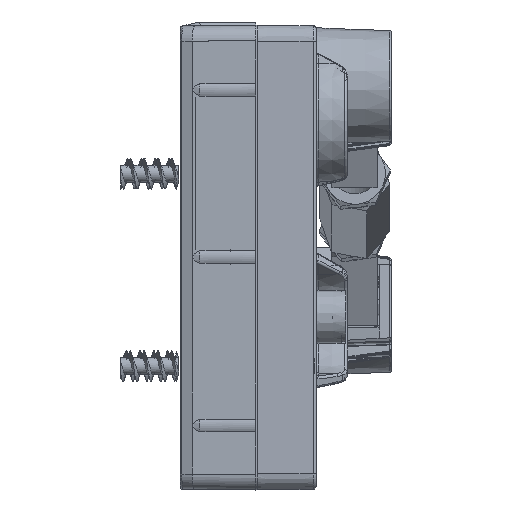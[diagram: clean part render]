
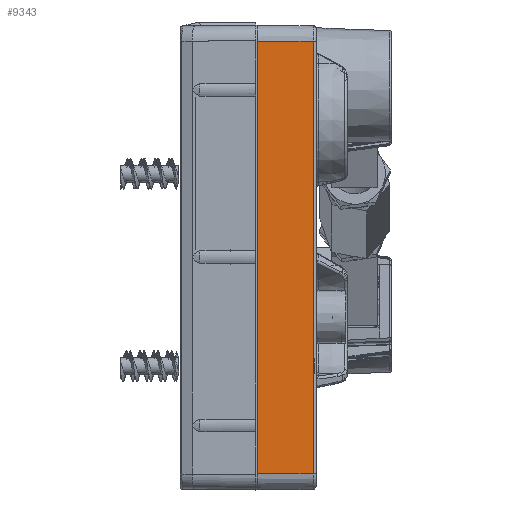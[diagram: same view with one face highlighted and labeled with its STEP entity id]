
A CAD part, front view. The second image highlights one B-rep face of the part: STEP entity #9343.
In plain terms, the highlighted planar face has unit normal (0.009, -1, 0).
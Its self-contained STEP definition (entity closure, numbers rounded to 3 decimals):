
#2658=PLANE('',#34255);
#4515=LINE('',#67871,#6571);
#4520=LINE('',#67906,#6576);
#4521=LINE('',#67908,#6577);
#4522=LINE('',#67910,#6578);
#6571=VECTOR('',#41579,1.);
#6576=VECTOR('',#41624,1.);
#6577=VECTOR('',#41625,1.);
#6578=VECTOR('',#41626,1.);
#9343=ADVANCED_FACE('',(#10733),#2658,.F.);
#10733=FACE_OUTER_BOUND('',#12345,.T.);
#12345=EDGE_LOOP('',(#19512,#19513,#19514,#19515));
#19512=ORIENTED_EDGE('',*,*,#29157,.T.);
#19513=ORIENTED_EDGE('',*,*,#29139,.T.);
#19514=ORIENTED_EDGE('',*,*,#29158,.T.);
#19515=ORIENTED_EDGE('',*,*,#29159,.F.);
#24206=VERTEX_POINT('',#67865);
#24209=VERTEX_POINT('',#67870);
#24220=VERTEX_POINT('',#67907);
#24221=VERTEX_POINT('',#67909);
#29139=EDGE_CURVE('',#24206,#24209,#4515,.T.);
#29157=EDGE_CURVE('',#24220,#24206,#4520,.T.);
#29158=EDGE_CURVE('',#24209,#24221,#4521,.T.);
#29159=EDGE_CURVE('',#24220,#24221,#4522,.T.);
#34255=AXIS2_PLACEMENT_3D('',#67911,#41627,#41628);
#41579=DIRECTION('',(0.,0.,1.));
#41624=DIRECTION('',(1.,0.009,0.));
#41625=DIRECTION('',(-1.,-0.009,0.));
#41626=DIRECTION('',(0.,0.,1.));
#41627=DIRECTION('',(-0.009,1.,0.));
#41628=DIRECTION('',(-1.,-0.009,0.));
#67865=CARTESIAN_POINT('',(17.253,182.18,-0.188));
#67870=CARTESIAN_POINT('',(17.253,182.18,55.998));
#67871=CARTESIAN_POINT('',(17.253,182.18,27.905));
#67906=CARTESIAN_POINT('',(10.,182.117,-0.188));
#67907=CARTESIAN_POINT('',(10.,182.117,-0.188));
#67908=CARTESIAN_POINT('',(10.,182.117,55.998));
#67909=CARTESIAN_POINT('',(10.,182.117,55.998));
#67910=CARTESIAN_POINT('',(10.,182.117,0.));
#67911=CARTESIAN_POINT('',(10.,182.117,27.905));
